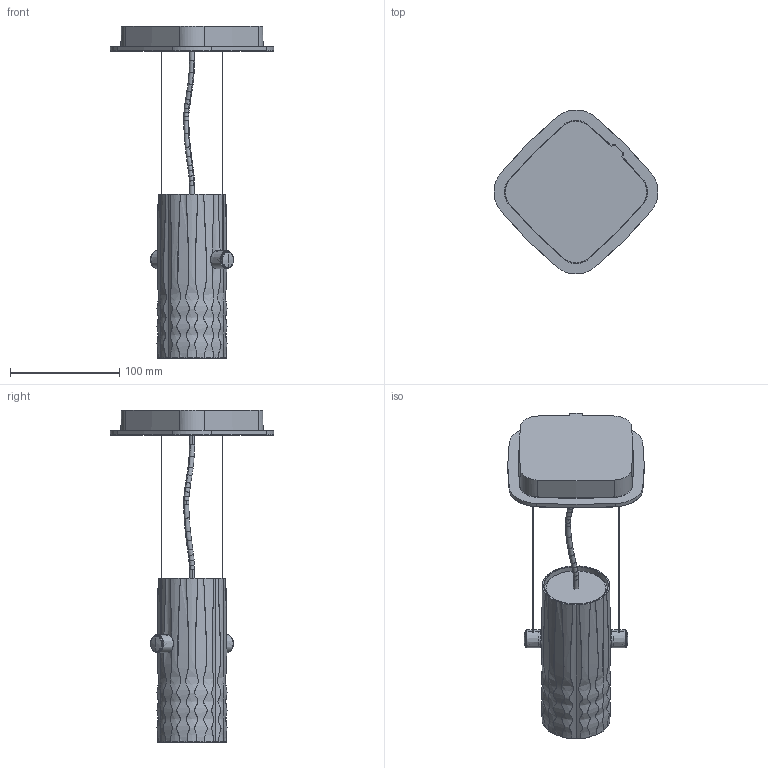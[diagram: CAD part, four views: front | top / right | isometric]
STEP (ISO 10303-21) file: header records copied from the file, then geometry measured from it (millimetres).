
FILE_DESCRIPTION(/* description */ (''),/* implementation_level */ '2;1');
FILE_NAME(/* name */ '198500_fiamma sospensione',/* time_stamp */ '2016-05-16T10:48:16+02:00',/* author */ (''),/* organization */ (''),/* preprocessor_version */ 'ST-DEVELOPER v10',/* originating_system */ '',/* authorisation */ '');
FILE_SCHEMA (('CONFIG_CONTROL_DESIGN'));
Length unit declared in the file: millimetre
Products named in the file (7): 1; 2; 3; 4; 5; 6; 7
Assembly tree (8 placements, depth 3):
  1
    2
    3
    4  x2
      5
    6  x2
      7
Bounding box: 150.15 x 150.15 x 304 mm (x, y, z)
Volume: 256487.5 mm3; surface area: 112745.2 mm2
Topology: 1 solids, 94 shells, 235 faces, 781 edges, 604 vertices
Faces by surface type: bspline 195, plane 40
Entity records: 12943 total; most frequent: CARTESIAN_POINT 8846, ORIENTED_EDGE 997, EDGE_CURVE 706, VERTEX_POINT 551, EDGE_LOOP 245, ADVANCED_FACE 218, FACE_OUTER_BOUND 218, B_SPLINE_CURVE_WITH_KNOTS 168
